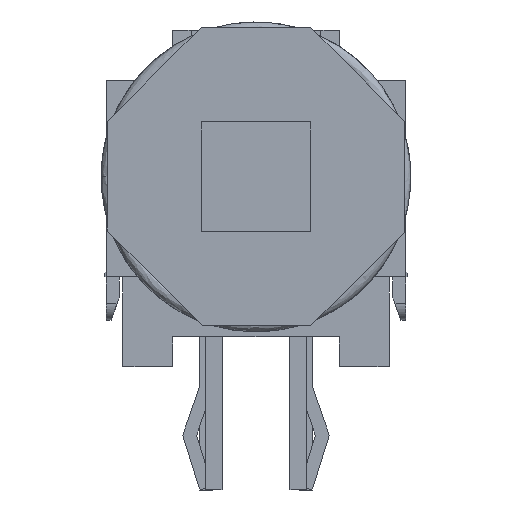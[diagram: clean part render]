
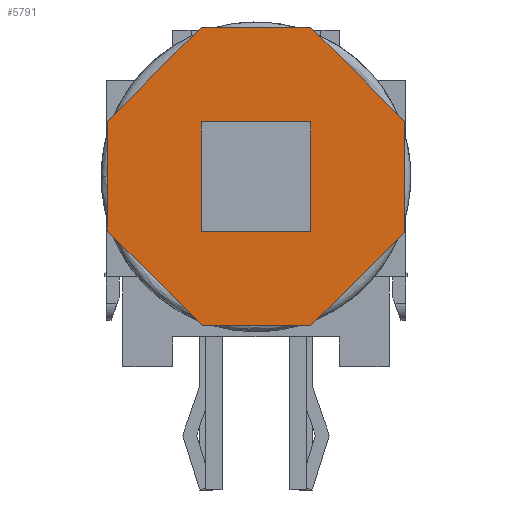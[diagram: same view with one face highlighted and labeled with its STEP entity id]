
A CAD part, left-side view. The second image highlights one B-rep face of the part: STEP entity #5791.
In plain terms, the highlighted planar face has unit normal (-1, 0, 0).
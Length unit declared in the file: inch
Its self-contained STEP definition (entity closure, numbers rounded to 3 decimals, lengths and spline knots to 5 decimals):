
#5229=CARTESIAN_POINT('',(-0.36024,-0.06496,0.1831));
#5230=VERTEX_POINT('',#5229);
#5237=CARTESIAN_POINT('',(-0.36024,0.06496,0.1831));
#5238=VERTEX_POINT('',#5237);
#5239=CARTESIAN_POINT('',(-0.36024,0.06496,0.1831));
#5240=DIRECTION('',(0.0,-1.0,0.0));
#5241=VECTOR('',#5240,0.12992);
#5242=LINE('',#5239,#5241);
#5243=EDGE_CURVE('',#5238,#5230,#5242,.T.);
#5410=CARTESIAN_POINT('',(-0.36024,0.06496,0.05317));
#5411=VERTEX_POINT('',#5410);
#5412=CARTESIAN_POINT('',(-0.36024,0.06496,0.05317));
#5413=DIRECTION('',(0.0,0.0,1.0));
#5414=VECTOR('',#5413,0.12992);
#5415=LINE('',#5412,#5414);
#5416=EDGE_CURVE('',#5411,#5238,#5415,.T.);
#5451=CARTESIAN_POINT('',(-0.36024,-0.06496,0.05317));
#5452=VERTEX_POINT('',#5451);
#5453=CARTESIAN_POINT('',(-0.36024,-0.06496,0.05317));
#5454=DIRECTION('',(0.0,1.0,0.0));
#5455=VECTOR('',#5454,0.12992);
#5456=LINE('',#5453,#5455);
#5457=EDGE_CURVE('',#5452,#5411,#5456,.T.);
#5475=CARTESIAN_POINT('',(-0.36024,-0.06496,0.1831));
#5476=DIRECTION('',(0.0,0.0,-1.0));
#5477=VECTOR('',#5476,0.12992);
#5478=LINE('',#5475,#5477);
#5479=EDGE_CURVE('',#5230,#5452,#5478,.T.);
#5583=CARTESIAN_POINT('',(-0.36024,0.06496,0.29432));
#5584=VERTEX_POINT('',#5583);
#5585=CARTESIAN_POINT('',(-0.36024,-0.06496,0.29432));
#5586=VERTEX_POINT('',#5585);
#5587=CARTESIAN_POINT('',(-0.36024,0.06496,0.29432));
#5588=DIRECTION('',(0.0,-1.0,0.0));
#5589=VECTOR('',#5588,0.12992);
#5590=LINE('',#5587,#5589);
#5591=EDGE_CURVE('',#5584,#5586,#5590,.T.);
#5614=CARTESIAN_POINT('',(-0.36024,-0.1752,0.18408));
#5615=VERTEX_POINT('',#5614);
#5616=CARTESIAN_POINT('',(-0.36024,-0.06496,0.29432));
#5617=DIRECTION('',(0.0,-0.707,-0.707));
#5618=VECTOR('',#5617,0.1559);
#5619=LINE('',#5616,#5618);
#5620=EDGE_CURVE('',#5586,#5615,#5619,.T.);
#5638=CARTESIAN_POINT('',(-0.36024,-0.1752,0.05219));
#5639=VERTEX_POINT('',#5638);
#5640=CARTESIAN_POINT('',(-0.36024,-0.1752,0.18408));
#5641=DIRECTION('',(0.0,0.0,-1.0));
#5642=VECTOR('',#5641,0.13189);
#5643=LINE('',#5640,#5642);
#5644=EDGE_CURVE('',#5615,#5639,#5643,.T.);
#5662=CARTESIAN_POINT('',(-0.36024,-0.06496,-0.05805));
#5663=VERTEX_POINT('',#5662);
#5664=CARTESIAN_POINT('',(-0.36024,-0.1752,0.05219));
#5665=DIRECTION('',(0.0,0.707,-0.707));
#5666=VECTOR('',#5665,0.1559);
#5667=LINE('',#5664,#5666);
#5668=EDGE_CURVE('',#5639,#5663,#5667,.T.);
#5686=CARTESIAN_POINT('',(-0.36024,0.06299,-0.05805));
#5687=VERTEX_POINT('',#5686);
#5688=CARTESIAN_POINT('',(-0.36024,-0.06496,-0.05805));
#5689=DIRECTION('',(0.0,1.0,0.0));
#5690=VECTOR('',#5689,0.12795);
#5691=LINE('',#5688,#5690);
#5692=EDGE_CURVE('',#5663,#5687,#5691,.T.);
#5710=CARTESIAN_POINT('',(-0.36024,0.1752,0.05416));
#5711=VERTEX_POINT('',#5710);
#5712=CARTESIAN_POINT('',(-0.36024,0.06299,-0.05805));
#5713=DIRECTION('',(0.0,0.707,0.707));
#5714=VECTOR('',#5713,0.15868);
#5715=LINE('',#5712,#5714);
#5716=EDGE_CURVE('',#5687,#5711,#5715,.T.);
#5734=CARTESIAN_POINT('',(-0.36024,0.1752,0.18408));
#5735=VERTEX_POINT('',#5734);
#5736=CARTESIAN_POINT('',(-0.36024,0.1752,0.05416));
#5737=DIRECTION('',(0.0,0.0,1.0));
#5738=VECTOR('',#5737,0.12992);
#5739=LINE('',#5736,#5738);
#5740=EDGE_CURVE('',#5711,#5735,#5739,.T.);
#5758=CARTESIAN_POINT('',(-0.36024,0.1752,0.18408));
#5759=DIRECTION('',(0.0,-0.707,0.707));
#5760=VECTOR('',#5759,0.1559);
#5761=LINE('',#5758,#5760);
#5762=EDGE_CURVE('',#5735,#5584,#5761,.T.);
#5770=CARTESIAN_POINT('',(-0.36024,0.19272,-0.07566));
#5771=DIRECTION('',(-1.0,0.0,0.0));
#5772=DIRECTION('',(0.0,0.0,1.0));
#5773=AXIS2_PLACEMENT_3D('',#5770,#5771,#5772);
#5774=PLANE('',#5773);
#5775=ORIENTED_EDGE('',*,*,#5591,.F.);
#5776=ORIENTED_EDGE('',*,*,#5762,.F.);
#5777=ORIENTED_EDGE('',*,*,#5740,.F.);
#5778=ORIENTED_EDGE('',*,*,#5716,.F.);
#5779=ORIENTED_EDGE('',*,*,#5692,.F.);
#5780=ORIENTED_EDGE('',*,*,#5668,.F.);
#5781=ORIENTED_EDGE('',*,*,#5644,.F.);
#5782=ORIENTED_EDGE('',*,*,#5620,.F.);
#5783=EDGE_LOOP('',(#5775,#5776,#5777,#5778,#5779,#5780,#5781,#5782));
#5784=FACE_OUTER_BOUND('',#5783,.T.);
#5785=ORIENTED_EDGE('',*,*,#5479,.T.);
#5786=ORIENTED_EDGE('',*,*,#5457,.T.);
#5787=ORIENTED_EDGE('',*,*,#5416,.T.);
#5788=ORIENTED_EDGE('',*,*,#5243,.T.);
#5789=EDGE_LOOP('',(#5785,#5786,#5787,#5788));
#5790=FACE_BOUND('',#5789,.T.);
#5791=ADVANCED_FACE('',(#5784,#5790),#5774,.T.);
